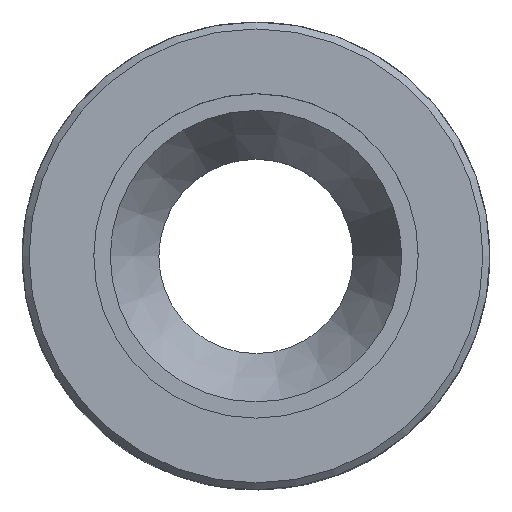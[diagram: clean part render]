
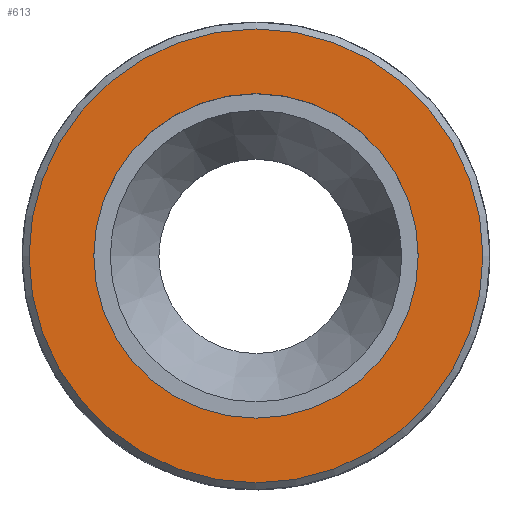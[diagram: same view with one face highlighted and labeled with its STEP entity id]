
A CAD part, top view. The second image highlights one B-rep face of the part: STEP entity #613.
In plain terms, the highlighted planar face has unit normal (0, 0, 1).
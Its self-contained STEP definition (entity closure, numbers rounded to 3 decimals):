
#83=PLANE('',#667);
#146=ORIENTED_EDGE('',*,*,#235,.T.);
#147=ORIENTED_EDGE('',*,*,#223,.F.);
#223=EDGE_CURVE('',#270,#270,#289,.T.);
#235=EDGE_CURVE('',#277,#277,#300,.T.);
#270=VERTEX_POINT('',#921);
#277=VERTEX_POINT('',#951);
#289=CIRCLE('',#653,16.35);
#300=CIRCLE('',#668,11.688);
#329=EDGE_LOOP('',(#146));
#330=EDGE_LOOP('',(#147));
#373=FACE_BOUND('',#329,.T.);
#374=FACE_BOUND('',#330,.T.);
#613=ADVANCED_FACE('',(#373,#374),#83,.F.);
#653=AXIS2_PLACEMENT_3D('',#920,#749,#750);
#667=AXIS2_PLACEMENT_3D('',#949,#777,#778);
#668=AXIS2_PLACEMENT_3D('',#950,#779,#780);
#749=DIRECTION('',(0.,0.,-1.));
#750=DIRECTION('',(-1.,0.,0.));
#777=DIRECTION('',(0.,0.,-1.));
#778=DIRECTION('',(-1.,0.,0.));
#779=DIRECTION('',(0.,0.,-1.));
#780=DIRECTION('',(1.,0.,0.));
#920=CARTESIAN_POINT('',(0.,0.,24.));
#921=CARTESIAN_POINT('',(-16.35,0.,24.));
#949=CARTESIAN_POINT('',(16.85,0.,24.));
#950=CARTESIAN_POINT('',(0.,0.,24.));
#951=CARTESIAN_POINT('',(11.688,0.,24.));
